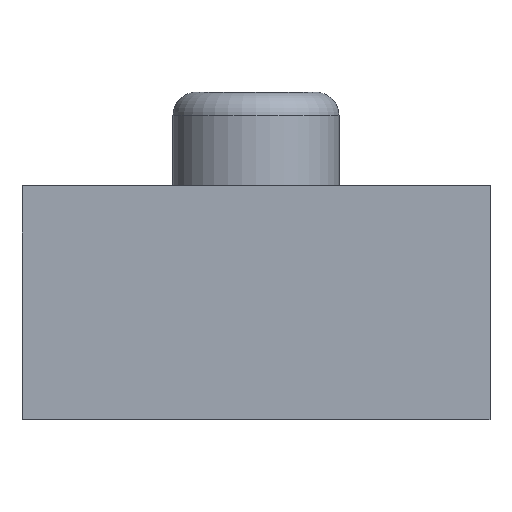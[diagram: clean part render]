
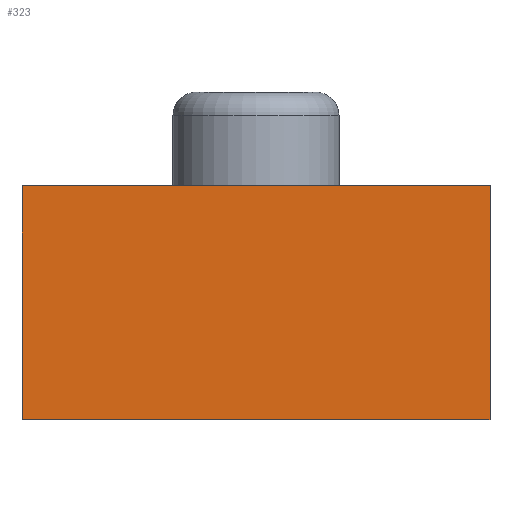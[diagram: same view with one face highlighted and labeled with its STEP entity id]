
A CAD part, front view. The second image highlights one B-rep face of the part: STEP entity #323.
In plain terms, the highlighted planar face has unit normal (0, -1, 0).
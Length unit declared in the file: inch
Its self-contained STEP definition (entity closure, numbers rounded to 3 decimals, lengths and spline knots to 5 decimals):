
#18=LINE('',#500,#30);
#20=LINE('',#540,#32);
#25=LINE('',#548,#37);
#26=LINE('',#549,#38);
#30=VECTOR('',#407,0.25);
#32=VECTOR('',#453,0.25);
#37=VECTOR('',#462,0.5);
#38=VECTOR('',#463,0.5);
#47=PLANE('',#367);
#103=FACE_OUTER_BOUND('',#149,.T.);
#149=EDGE_LOOP('',(#289,#290,#291,#292));
#183=VERTEX_POINT('',#493);
#186=VERTEX_POINT('',#498);
#201=VERTEX_POINT('',#537);
#202=VERTEX_POINT('',#539);
#215=EDGE_CURVE('',#183,#186,#18,.T.);
#230=EDGE_CURVE('',#201,#202,#20,.T.);
#235=EDGE_CURVE('',#201,#183,#25,.T.);
#236=EDGE_CURVE('',#202,#186,#26,.T.);
#289=ORIENTED_EDGE('',*,*,#235,.T.);
#290=ORIENTED_EDGE('',*,*,#215,.T.);
#291=ORIENTED_EDGE('',*,*,#236,.F.);
#292=ORIENTED_EDGE('',*,*,#230,.F.);
#323=ADVANCED_FACE('',(#103),#47,.T.);
#367=AXIS2_PLACEMENT_3D('',#547,#460,#461);
#407=DIRECTION('',(0.,0.,1.));
#453=DIRECTION('',(0.,0.,1.));
#460=DIRECTION('center_axis',(0.,-1.,0.));
#461=DIRECTION('ref_axis',(1.,0.,0.));
#462=DIRECTION('',(1.,0.,0.));
#463=DIRECTION('',(1.,0.,0.));
#493=CARTESIAN_POINT('',(0.5,0.,0.));
#498=CARTESIAN_POINT('',(0.5,0.,0.25));
#500=CARTESIAN_POINT('',(0.5,0.,0.));
#537=CARTESIAN_POINT('',(0.,0.,0.));
#539=CARTESIAN_POINT('',(0.,0.,0.25));
#540=CARTESIAN_POINT('',(0.,0.,0.));
#547=CARTESIAN_POINT('Origin',(0.,0.,0.));
#548=CARTESIAN_POINT('',(0.,0.,0.));
#549=CARTESIAN_POINT('',(0.,0.,0.25));
